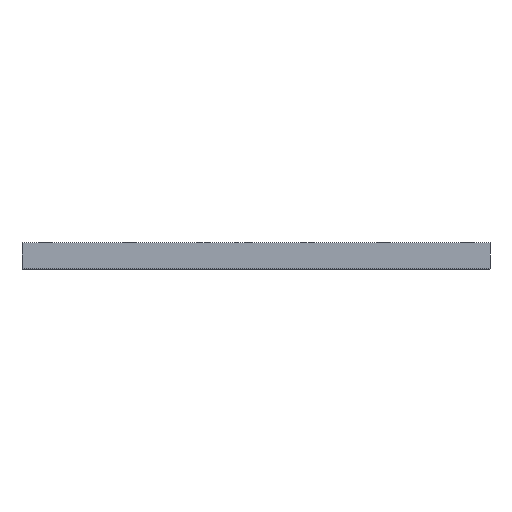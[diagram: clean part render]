
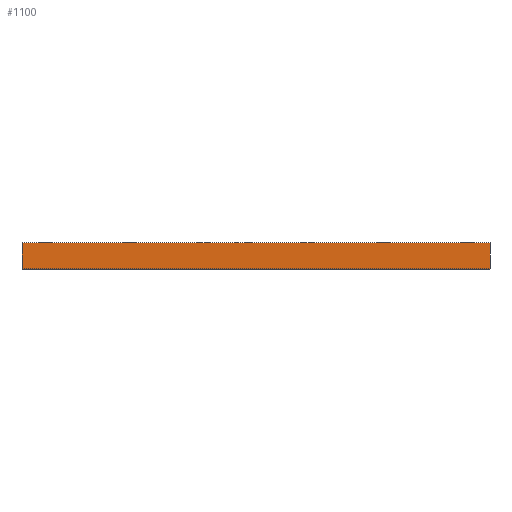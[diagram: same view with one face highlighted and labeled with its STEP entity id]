
A CAD part, top view. The second image highlights one B-rep face of the part: STEP entity #1100.
In plain terms, the highlighted planar face has unit normal (0, 0, 1).
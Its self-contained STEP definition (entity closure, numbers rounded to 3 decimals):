
#100=PLANE('',#1262);
#164=FACE_OUTER_BOUND('',#244,.T.);
#244=EDGE_LOOP('',(#927,#928,#929,#930));
#346=LINE('',#1896,#400);
#347=LINE('',#1899,#401);
#348=LINE('',#1901,#402);
#349=LINE('',#1902,#403);
#400=VECTOR('',#1600,10.);
#401=VECTOR('',#1603,10.);
#402=VECTOR('',#1604,10.);
#403=VECTOR('',#1605,10.);
#578=VERTEX_POINT('',#1890);
#580=VERTEX_POINT('',#1894);
#581=VERTEX_POINT('',#1898);
#582=VERTEX_POINT('',#1900);
#714=EDGE_CURVE('',#578,#580,#346,.T.);
#715=EDGE_CURVE('',#578,#581,#347,.T.);
#716=EDGE_CURVE('',#582,#580,#348,.T.);
#717=EDGE_CURVE('',#581,#582,#349,.T.);
#927=ORIENTED_EDGE('',*,*,#715,.F.);
#928=ORIENTED_EDGE('',*,*,#714,.T.);
#929=ORIENTED_EDGE('',*,*,#716,.F.);
#930=ORIENTED_EDGE('',*,*,#717,.F.);
#1100=ADVANCED_FACE('',(#164),#100,.T.);
#1262=AXIS2_PLACEMENT_3D('',#1897,#1601,#1602);
#1600=DIRECTION('',(0.,1.,0.));
#1601=DIRECTION('center_axis',(0.,0.,1.));
#1602=DIRECTION('ref_axis',(1.,0.,0.));
#1603=DIRECTION('',(-1.,0.,0.));
#1604=DIRECTION('',(1.,0.,0.));
#1605=DIRECTION('',(0.,1.,0.));
#1890=CARTESIAN_POINT('',(90.,0.,100.));
#1894=CARTESIAN_POINT('',(90.,10.,100.));
#1896=CARTESIAN_POINT('',(90.,0.,100.));
#1897=CARTESIAN_POINT('Origin',(-90.,0.,100.));
#1898=CARTESIAN_POINT('',(-90.,0.,100.));
#1899=CARTESIAN_POINT('',(90.,0.,100.));
#1900=CARTESIAN_POINT('',(-90.,10.,100.));
#1901=CARTESIAN_POINT('',(90.,10.,100.));
#1902=CARTESIAN_POINT('',(-90.,0.,100.));
